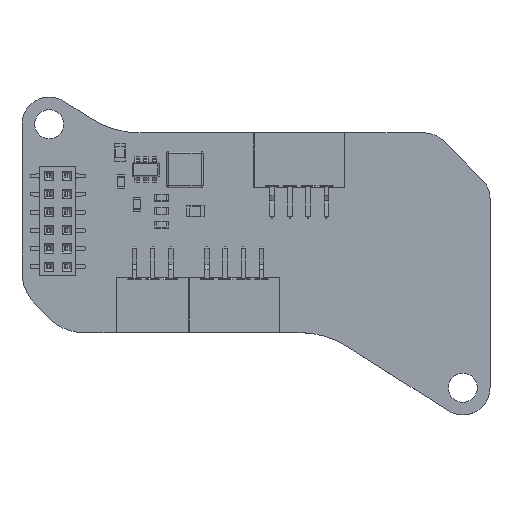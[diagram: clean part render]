
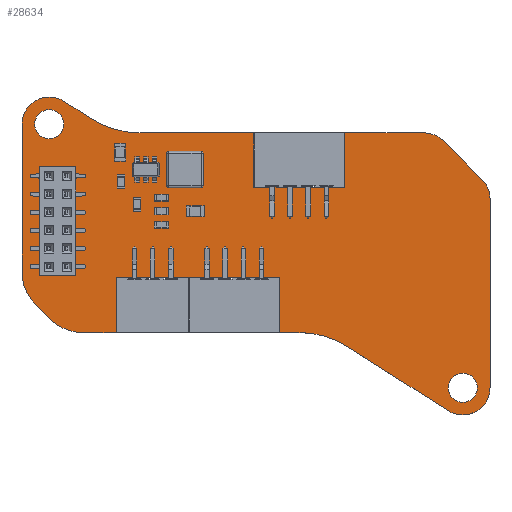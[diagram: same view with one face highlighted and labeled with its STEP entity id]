
A CAD part, top view. The second image highlights one B-rep face of the part: STEP entity #28634.
In plain terms, the highlighted planar face has unit normal (0, 0, 1).
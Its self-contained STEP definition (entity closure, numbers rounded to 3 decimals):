
#28323 = VERTEX_POINT('',#28324);
#28324 = CARTESIAN_POINT('',(-25.79,14.529,1.6));
#28330 = EDGE_CURVE('',#28323,#28331,#28333,.T.);
#28331 = VERTEX_POINT('',#28332);
#28332 = CARTESIAN_POINT('',(-21.187,17.065,1.6));
#28333 = CIRCLE('',#28334,3.);
#28334 = AXIS2_PLACEMENT_3D('',#28335,#28336,#28337);
#28335 = CARTESIAN_POINT('',(-22.79,14.529,1.6));
#28336 = DIRECTION('',(0.,0.,-1.));
#28337 = DIRECTION('',(-1.,0.,-0.));
#28365 = VERTEX_POINT('',#28366);
#28366 = CARTESIAN_POINT('',(-25.79,-1.777,1.6));
#28372 = EDGE_CURVE('',#28365,#28323,#28373,.T.);
#28373 = LINE('',#28374,#28375);
#28374 = CARTESIAN_POINT('',(-25.79,-1.777,1.6));
#28375 = VECTOR('',#28376,1.);
#28376 = DIRECTION('',(0.,1.,0.));
#28394 = EDGE_CURVE('',#28331,#28395,#28397,.T.);
#28395 = VERTEX_POINT('',#28396);
#28396 = CARTESIAN_POINT('',(-18.156,15.133,1.6));
#28397 = LINE('',#28398,#28399);
#28398 = CARTESIAN_POINT('',(-21.187,17.065,1.6));
#28399 = VECTOR('',#28400,1.);
#28400 = DIRECTION('',(0.843,-0.538,0.));
#28634 = ADVANCED_FACE('',(#28635,#28821,#28832),#28843,.F.);
#28635 = FACE_BOUND('',#28636,.F.);
#28636 = EDGE_LOOP('',(#28637,#28638,#28639,#28648,#28656,#28664,#28672,
    #28680,#28688,#28697,#28705,#28714,#28722,#28731,#28739,#28748,
    #28756,#28764,#28772,#28780,#28788,#28796,#28805,#28813,#28820));
#28637 = ORIENTED_EDGE('',*,*,#28330,.T.);
#28638 = ORIENTED_EDGE('',*,*,#28394,.T.);
#28639 = ORIENTED_EDGE('',*,*,#28640,.T.);
#28640 = EDGE_CURVE('',#28395,#28641,#28643,.T.);
#28641 = VERTEX_POINT('',#28642);
#28642 = CARTESIAN_POINT('',(-12.78,13.565,1.6));
#28643 = CIRCLE('',#28644,10.);
#28644 = AXIS2_PLACEMENT_3D('',#28645,#28646,#28647);
#28645 = CARTESIAN_POINT('',(-12.78,23.565,1.6));
#28646 = DIRECTION('',(0.,0.,1.));
#28647 = DIRECTION('',(-0.538,-0.843,0.));
#28648 = ORIENTED_EDGE('',*,*,#28649,.T.);
#28649 = EDGE_CURVE('',#28641,#28650,#28652,.T.);
#28650 = VERTEX_POINT('',#28651);
#28651 = CARTESIAN_POINT('',(-0.24,13.565,1.6));
#28652 = LINE('',#28653,#28654);
#28653 = CARTESIAN_POINT('',(-12.78,13.565,1.6));
#28654 = VECTOR('',#28655,1.);
#28655 = DIRECTION('',(1.,0.,0.));
#28656 = ORIENTED_EDGE('',*,*,#28657,.T.);
#28657 = EDGE_CURVE('',#28650,#28658,#28660,.T.);
#28658 = VERTEX_POINT('',#28659);
#28659 = CARTESIAN_POINT('',(-0.24,7.565,1.6));
#28660 = LINE('',#28661,#28662);
#28661 = CARTESIAN_POINT('',(-0.24,13.565,1.6));
#28662 = VECTOR('',#28663,1.);
#28663 = DIRECTION('',(0.,-1.,0.));
#28664 = ORIENTED_EDGE('',*,*,#28665,.T.);
#28665 = EDGE_CURVE('',#28658,#28666,#28668,.T.);
#28666 = VERTEX_POINT('',#28667);
#28667 = CARTESIAN_POINT('',(9.76,7.565,1.6));
#28668 = LINE('',#28669,#28670);
#28669 = CARTESIAN_POINT('',(-0.24,7.565,1.6));
#28670 = VECTOR('',#28671,1.);
#28671 = DIRECTION('',(1.,0.,0.));
#28672 = ORIENTED_EDGE('',*,*,#28673,.T.);
#28673 = EDGE_CURVE('',#28666,#28674,#28676,.T.);
#28674 = VERTEX_POINT('',#28675);
#28675 = CARTESIAN_POINT('',(9.76,13.565,1.6));
#28676 = LINE('',#28677,#28678);
#28677 = CARTESIAN_POINT('',(9.76,7.565,1.6));
#28678 = VECTOR('',#28679,1.);
#28679 = DIRECTION('',(0.,1.,0.));
#28680 = ORIENTED_EDGE('',*,*,#28681,.T.);
#28681 = EDGE_CURVE('',#28674,#28682,#28684,.T.);
#28682 = VERTEX_POINT('',#28683);
#28683 = CARTESIAN_POINT('',(18.561,13.565,1.6));
#28684 = LINE('',#28685,#28686);
#28685 = CARTESIAN_POINT('',(9.76,13.565,1.6));
#28686 = VECTOR('',#28687,1.);
#28687 = DIRECTION('',(1.,0.,0.));
#28688 = ORIENTED_EDGE('',*,*,#28689,.T.);
#28689 = EDGE_CURVE('',#28682,#28690,#28692,.T.);
#28690 = VERTEX_POINT('',#28691);
#28691 = CARTESIAN_POINT('',(20.669,12.686,1.6));
#28692 = CIRCLE('',#28693,2.993);
#28693 = AXIS2_PLACEMENT_3D('',#28694,#28695,#28696);
#28694 = CARTESIAN_POINT('',(18.55,10.572,1.6));
#28695 = DIRECTION('',(0.,0.,-1.));
#28696 = DIRECTION('',(0.004,1.,0.));
#28697 = ORIENTED_EDGE('',*,*,#28698,.T.);
#28698 = EDGE_CURVE('',#28690,#28699,#28701,.T.);
#28699 = VERTEX_POINT('',#28700);
#28700 = CARTESIAN_POINT('',(24.879,8.477,1.6));
#28701 = LINE('',#28702,#28703);
#28702 = CARTESIAN_POINT('',(20.669,12.686,1.6));
#28703 = VECTOR('',#28704,1.);
#28704 = DIRECTION('',(0.707,-0.707,0.));
#28705 = ORIENTED_EDGE('',*,*,#28706,.T.);
#28706 = EDGE_CURVE('',#28699,#28707,#28709,.T.);
#28707 = VERTEX_POINT('',#28708);
#28708 = CARTESIAN_POINT('',(25.79,6.377,1.6));
#28709 = CIRCLE('',#28710,3.002);
#28710 = AXIS2_PLACEMENT_3D('',#28711,#28712,#28713);
#28711 = CARTESIAN_POINT('',(22.788,6.322,1.6));
#28712 = DIRECTION('',(0.,0.,-1.));
#28713 = DIRECTION('',(0.697,0.718,0.));
#28714 = ORIENTED_EDGE('',*,*,#28715,.T.);
#28715 = EDGE_CURVE('',#28707,#28716,#28718,.T.);
#28716 = VERTEX_POINT('',#28717);
#28717 = CARTESIAN_POINT('',(25.79,-14.493,1.6));
#28718 = LINE('',#28719,#28720);
#28719 = CARTESIAN_POINT('',(25.79,6.377,1.6));
#28720 = VECTOR('',#28721,1.);
#28721 = DIRECTION('',(0.,-1.,0.));
#28722 = ORIENTED_EDGE('',*,*,#28723,.T.);
#28723 = EDGE_CURVE('',#28716,#28724,#28726,.T.);
#28724 = VERTEX_POINT('',#28725);
#28725 = CARTESIAN_POINT('',(21.178,-17.059,1.6));
#28726 = CIRCLE('',#28727,2.999);
#28727 = AXIS2_PLACEMENT_3D('',#28728,#28729,#28730);
#28728 = CARTESIAN_POINT('',(22.791,-14.53,1.6));
#28729 = DIRECTION('',(0.,0.,-1.));
#28730 = DIRECTION('',(1.,0.012,0.));
#28731 = ORIENTED_EDGE('',*,*,#28732,.T.);
#28732 = EDGE_CURVE('',#28724,#28733,#28735,.T.);
#28733 = VERTEX_POINT('',#28734);
#28734 = CARTESIAN_POINT('',(10.11,-10.003,1.6));
#28735 = LINE('',#28736,#28737);
#28736 = CARTESIAN_POINT('',(21.178,-17.059,1.6));
#28737 = VECTOR('',#28738,1.);
#28738 = DIRECTION('',(-0.843,0.538,0.));
#28739 = ORIENTED_EDGE('',*,*,#28740,.T.);
#28740 = EDGE_CURVE('',#28733,#28741,#28743,.T.);
#28741 = VERTEX_POINT('',#28742);
#28742 = CARTESIAN_POINT('',(4.734,-8.435,1.6));
#28743 = CIRCLE('',#28744,10.);
#28744 = AXIS2_PLACEMENT_3D('',#28745,#28746,#28747);
#28745 = CARTESIAN_POINT('',(4.734,-18.435,1.6));
#28746 = DIRECTION('',(0.,0.,1.));
#28747 = DIRECTION('',(0.538,0.843,-0.));
#28748 = ORIENTED_EDGE('',*,*,#28749,.T.);
#28749 = EDGE_CURVE('',#28741,#28750,#28752,.T.);
#28750 = VERTEX_POINT('',#28751);
#28751 = CARTESIAN_POINT('',(2.61,-8.435,1.6));
#28752 = LINE('',#28753,#28754);
#28753 = CARTESIAN_POINT('',(4.734,-8.435,1.6));
#28754 = VECTOR('',#28755,1.);
#28755 = DIRECTION('',(-1.,0.,0.));
#28756 = ORIENTED_EDGE('',*,*,#28757,.T.);
#28757 = EDGE_CURVE('',#28750,#28758,#28760,.T.);
#28758 = VERTEX_POINT('',#28759);
#28759 = CARTESIAN_POINT('',(2.61,-2.394,1.6));
#28760 = LINE('',#28761,#28762);
#28761 = CARTESIAN_POINT('',(2.61,-8.435,1.6));
#28762 = VECTOR('',#28763,1.);
#28763 = DIRECTION('',(0.,1.,0.));
#28764 = ORIENTED_EDGE('',*,*,#28765,.T.);
#28765 = EDGE_CURVE('',#28758,#28766,#28768,.T.);
#28766 = VERTEX_POINT('',#28767);
#28767 = CARTESIAN_POINT('',(-7.39,-2.394,1.6));
#28768 = LINE('',#28769,#28770);
#28769 = CARTESIAN_POINT('',(2.61,-2.394,1.6));
#28770 = VECTOR('',#28771,1.);
#28771 = DIRECTION('',(-1.,0.,0.));
#28772 = ORIENTED_EDGE('',*,*,#28773,.T.);
#28773 = EDGE_CURVE('',#28766,#28774,#28776,.T.);
#28774 = VERTEX_POINT('',#28775);
#28775 = CARTESIAN_POINT('',(-15.39,-2.394,1.6));
#28776 = LINE('',#28777,#28778);
#28777 = CARTESIAN_POINT('',(-7.39,-2.394,1.6));
#28778 = VECTOR('',#28779,1.);
#28779 = DIRECTION('',(-1.,0.,0.));
#28780 = ORIENTED_EDGE('',*,*,#28781,.T.);
#28781 = EDGE_CURVE('',#28774,#28782,#28784,.T.);
#28782 = VERTEX_POINT('',#28783);
#28783 = CARTESIAN_POINT('',(-15.39,-8.435,1.6));
#28784 = LINE('',#28785,#28786);
#28785 = CARTESIAN_POINT('',(-15.39,-2.394,1.6));
#28786 = VECTOR('',#28787,1.);
#28787 = DIRECTION('',(0.,-1.,0.));
#28788 = ORIENTED_EDGE('',*,*,#28789,.T.);
#28789 = EDGE_CURVE('',#28782,#28790,#28792,.T.);
#28790 = VERTEX_POINT('',#28791);
#28791 = CARTESIAN_POINT('',(-19.132,-8.435,1.6));
#28792 = LINE('',#28793,#28794);
#28793 = CARTESIAN_POINT('',(-15.39,-8.435,1.6));
#28794 = VECTOR('',#28795,1.);
#28795 = DIRECTION('',(-1.,0.,0.));
#28796 = ORIENTED_EDGE('',*,*,#28797,.T.);
#28797 = EDGE_CURVE('',#28790,#28798,#28800,.T.);
#28798 = VERTEX_POINT('',#28799);
#28799 = CARTESIAN_POINT('',(-22.667,-6.973,1.6));
#28800 = CIRCLE('',#28801,5.006);
#28801 = AXIS2_PLACEMENT_3D('',#28802,#28803,#28804);
#28802 = CARTESIAN_POINT('',(-19.131,-3.429,1.6));
#28803 = DIRECTION('',(0.,0.,-1.));
#28804 = DIRECTION('',(0.,-1.,-0.));
#28805 = ORIENTED_EDGE('',*,*,#28806,.T.);
#28806 = EDGE_CURVE('',#28798,#28807,#28809,.T.);
#28807 = VERTEX_POINT('',#28808);
#28808 = CARTESIAN_POINT('',(-24.326,-5.313,1.6));
#28809 = LINE('',#28810,#28811);
#28810 = CARTESIAN_POINT('',(-22.667,-6.973,1.6));
#28811 = VECTOR('',#28812,1.);
#28812 = DIRECTION('',(-0.707,0.707,0.));
#28813 = ORIENTED_EDGE('',*,*,#28814,.T.);
#28814 = EDGE_CURVE('',#28807,#28365,#28815,.T.);
#28815 = CIRCLE('',#28816,5.001);
#28816 = AXIS2_PLACEMENT_3D('',#28817,#28818,#28819);
#28817 = CARTESIAN_POINT('',(-20.789,-1.777,1.6));
#28818 = DIRECTION('',(0.,0.,-1.));
#28819 = DIRECTION('',(-0.707,-0.707,-0.));
#28820 = ORIENTED_EDGE('',*,*,#28372,.T.);
#28821 = FACE_BOUND('',#28822,.F.);
#28822 = EDGE_LOOP('',(#28823));
#28823 = ORIENTED_EDGE('',*,*,#28824,.F.);
#28824 = EDGE_CURVE('',#28825,#28825,#28827,.T.);
#28825 = VERTEX_POINT('',#28826);
#28826 = CARTESIAN_POINT('',(22.79,-16.129,1.6));
#28827 = CIRCLE('',#28828,1.6);
#28828 = AXIS2_PLACEMENT_3D('',#28829,#28830,#28831);
#28829 = CARTESIAN_POINT('',(22.79,-14.529,1.6));
#28830 = DIRECTION('',(-0.,0.,-1.));
#28831 = DIRECTION('',(0.,-1.,0.));
#28832 = FACE_BOUND('',#28833,.F.);
#28833 = EDGE_LOOP('',(#28834));
#28834 = ORIENTED_EDGE('',*,*,#28835,.F.);
#28835 = EDGE_CURVE('',#28836,#28836,#28838,.T.);
#28836 = VERTEX_POINT('',#28837);
#28837 = CARTESIAN_POINT('',(-22.79,12.929,1.6));
#28838 = CIRCLE('',#28839,1.6);
#28839 = AXIS2_PLACEMENT_3D('',#28840,#28841,#28842);
#28840 = CARTESIAN_POINT('',(-22.79,14.529,1.6));
#28841 = DIRECTION('',(-0.,0.,-1.));
#28842 = DIRECTION('',(0.,-1.,-0.));
#28843 = PLANE('',#28844);
#28844 = AXIS2_PLACEMENT_3D('',#28845,#28846,#28847);
#28845 = CARTESIAN_POINT('',(0.626,1.764,1.6));
#28846 = DIRECTION('',(-0.,-0.,-1.));
#28847 = DIRECTION('',(-1.,0.,0.));
